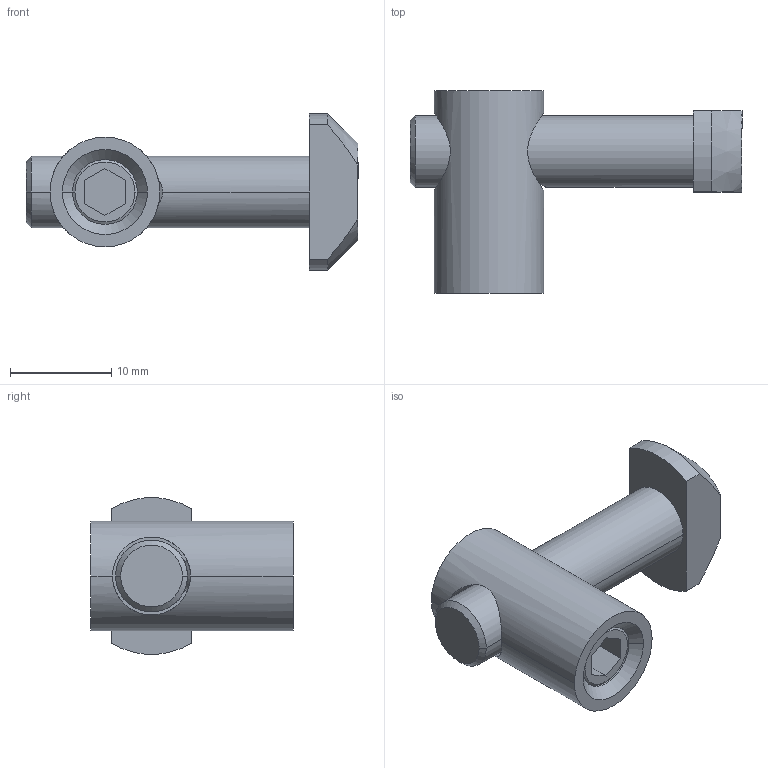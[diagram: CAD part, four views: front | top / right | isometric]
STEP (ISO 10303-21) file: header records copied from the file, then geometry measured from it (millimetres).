
FILE_DESCRIPTION (( 'STEP AP203' ), '1' );
FILE_NAME ('3_842_535_465_Bosch.step', '2024-06-04T12:05:49', ( '' ), ( '' ), 'SwSTEP 2.0', 'SolidWorks 2014', '' );
FILE_SCHEMA (( 'CONFIG_CONTROL_DESIGN' ));
Length unit declared in the file: millimetre
Products named in the file (4): Part-3; 3_842_535_465_Bosch; Part-1; Part-2
Assembly tree (3 placements, depth 2):
  3_842_535_465_Bosch
    Part-1
    Part-2
    Part-3
Bounding box: 32.8 x 20 x 15.45 mm (x, y, z)
Volume: 2916.4 mm3; surface area: 2508.2 mm2
Topology: 3 solids, 3 shells, 40 faces, 96 edges, 59 vertices
Faces by surface type: plane 16, cone 12, cylinder 12
Entity records: 1815 total; most frequent: CARTESIAN_POINT 484, DIRECTION 202, ORIENTED_EDGE 188, EDGE_CURVE 94, AXIS2_PLACEMENT_3D 76, VERTEX_POINT 59, VECTOR 50, LINE 50
